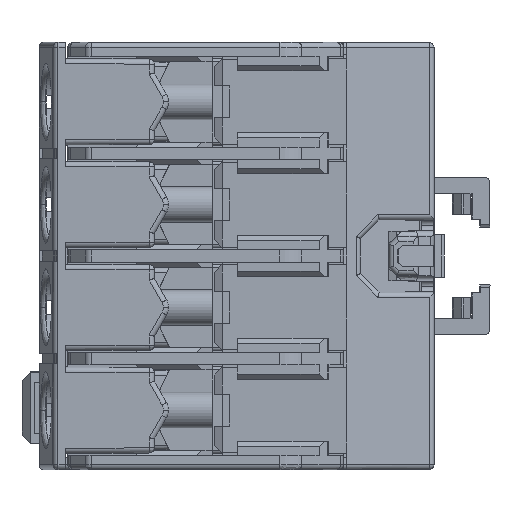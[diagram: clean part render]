
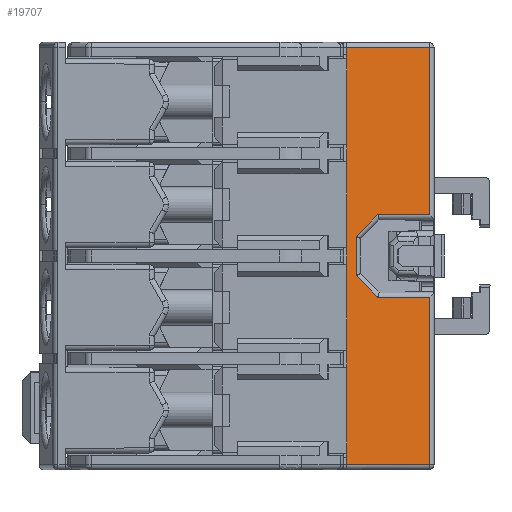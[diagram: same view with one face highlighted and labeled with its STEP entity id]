
A CAD part, left-side view. The second image highlights one B-rep face of the part: STEP entity #19707.
In plain terms, the highlighted planar face has unit normal (-0.981, -0.192, 0).
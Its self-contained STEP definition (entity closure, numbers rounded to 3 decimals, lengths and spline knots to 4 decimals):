
#2015 = DIRECTION ( 'NONE',  ( 0.192, -0.981, 0.001 ) ) ;
#2216 = DIRECTION ( 'NONE',  ( -0.137, 0.701, -0.7 ) ) ;
#2397 = EDGE_CURVE ( 'NONE', #99468, #70369, #19418, .T. ) ;
#3190 = CARTESIAN_POINT ( 'NONE',  ( -0.7047, -0.0866, -0.8071 ) ) ;
#4096 = VECTOR ( 'NONE', #20221, 39.3701 ) ;
#4481 = CARTESIAN_POINT ( 'NONE',  ( -0.7047, -0.0866, -0.8071 ) ) ;
#5428 = DIRECTION ( 'NONE',  ( 0., 0., 1. ) ) ;
#5814 = EDGE_CURVE ( 'NONE', #19604, #64684, #41167, .T. ) ;
#6400 = VERTEX_POINT ( 'NONE', #121057 ) ;
#6562 = EDGE_CURVE ( 'NONE', #14886, #113378, #87759, .T. ) ;
#6699 = ORIENTED_EDGE ( 'NONE', *, *, #113399, .F. ) ;
#7057 = EDGE_CURVE ( 'NONE', #113378, #19604, #19504, .T. ) ;
#8341 = CARTESIAN_POINT ( 'NONE',  ( -0.6415, -0.4093, -0.8071 ) ) ;
#9884 = EDGE_LOOP ( 'NONE', ( #119269, #99104, #111739, #24122, #50130, #108157, #42010, #65433, #63061, #105042, #66186, #6699, #72337, #74903, #47594, #68509, #53263, #56714 ) ) ;
#10297 = FACE_OUTER_BOUND ( 'NONE', #9884, .T. ) ;
#10367 = LINE ( 'NONE', #30689, #4096 ) ;
#12255 = CARTESIAN_POINT ( 'NONE',  ( -0.7047, -0.0866, 0.4302 ) ) ;
#14886 = VERTEX_POINT ( 'NONE', #54757 ) ;
#16188 = EDGE_CURVE ( 'NONE', #73282, #113316, #68271, .T. ) ;
#16538 = CARTESIAN_POINT ( 'NONE',  ( -0.7047, -0.0866, -0.4302 ) ) ;
#18006 = EDGE_CURVE ( 'NONE', #28373, #97056, #21673, .T. ) ;
#18922 = DIRECTION ( 'NONE',  ( 0.137, -0.701, -0.7 ) ) ;
#19418 = LINE ( 'NONE', #8341, #83370 ) ;
#19504 = LINE ( 'NONE', #37987, #117127 ) ;
#19604 = VERTEX_POINT ( 'NONE', #16538 ) ;
#19707 = ADVANCED_FACE ( 'NONE', ( #10297 ), #104574, .F. ) ;
#20221 = DIRECTION ( 'NONE',  ( 0., 0., -1. ) ) ;
#20693 = VECTOR ( 'NONE', #51196, 39.3701 ) ;
#21673 = LINE ( 'NONE', #117165, #20693 ) ;
#21943 = LINE ( 'NONE', #95911, #32331 ) ;
#22742 = EDGE_CURVE ( 'NONE', #67608, #102346, #119989, .T. ) ;
#22980 = CARTESIAN_POINT ( 'NONE',  ( -0.7047, -0.0866, -0.7628 ) ) ;
#24122 = ORIENTED_EDGE ( 'NONE', *, *, #114547, .F. ) ;
#25819 = DIRECTION ( 'NONE',  ( -0.192, 0.981, -0.003 ) ) ;
#25882 = CARTESIAN_POINT ( 'NONE',  ( -0.6415, -0.4093, -0.159 ) ) ;
#26011 = CARTESIAN_POINT ( 'NONE',  ( -0.6974, -0.1241, 0.0758 ) ) ;
#26162 = VERTEX_POINT ( 'NONE', #46928 ) ;
#26226 = VECTOR ( 'NONE', #25819, 39.3701 ) ;
#28285 = VECTOR ( 'NONE', #61773, 39.3701 ) ;
#28373 = VERTEX_POINT ( 'NONE', #26011 ) ;
#28765 = VECTOR ( 'NONE', #70897, 39.3701 ) ;
#29074 = VECTOR ( 'NONE', #48416, 39.3701 ) ;
#30689 = CARTESIAN_POINT ( 'NONE',  ( -0.6415, -0.4093, -0.8071 ) ) ;
#30892 = DIRECTION ( 'NONE',  ( 0., 0., 1. ) ) ;
#31786 = VERTEX_POINT ( 'NONE', #95995 ) ;
#32331 = VECTOR ( 'NONE', #2216, 39.3701 ) ;
#32828 = EDGE_CURVE ( 'NONE', #70369, #14886, #80691, .T. ) ;
#33242 = CARTESIAN_POINT ( 'NONE',  ( -0.7047, -0.0866, -0.8071 ) ) ;
#35595 = EDGE_CURVE ( 'NONE', #121184, #73282, #85787, .T. ) ;
#37987 = CARTESIAN_POINT ( 'NONE',  ( -0.7047, -0.0866, -0.8071 ) ) ;
#38852 = EDGE_CURVE ( 'NONE', #45024, #121184, #89447, .T. ) ;
#40896 = DIRECTION ( 'NONE',  ( 0., 0., 1. ) ) ;
#41167 = LINE ( 'NONE', #119961, #91363 ) ;
#41731 = CARTESIAN_POINT ( 'NONE',  ( -0.681, -0.2075, -0.1592 ) ) ;
#42010 = ORIENTED_EDGE ( 'NONE', *, *, #5814, .F. ) ;
#42057 = CARTESIAN_POINT ( 'NONE',  ( -0.6813, -0.2062, -0.1592 ) ) ;
#44657 = VECTOR ( 'NONE', #2015, 39.3701 ) ;
#45024 = VERTEX_POINT ( 'NONE', #12255 ) ;
#45477 = CARTESIAN_POINT ( 'NONE',  ( -0.7047, -0.0866, 0.7628 ) ) ;
#46928 = CARTESIAN_POINT ( 'NONE',  ( -0.7047, -0.0866, 0.3651 ) ) ;
#47242 = DIRECTION ( 'NONE',  ( 0., 0., 1. ) ) ;
#47594 = ORIENTED_EDGE ( 'NONE', *, *, #101089, .F. ) ;
#47691 = CARTESIAN_POINT ( 'NONE',  ( -0.7047, -0.0866, -0.8071 ) ) ;
#47722 = VECTOR ( 'NONE', #18922, 39.3701 ) ;
#47895 = VERTEX_POINT ( 'NONE', #41731 ) ;
#48416 = DIRECTION ( 'NONE',  ( 0., 0., 1. ) ) ;
#50069 = LINE ( 'NONE', #42057, #44657 ) ;
#50130 = ORIENTED_EDGE ( 'NONE', *, *, #22742, .F. ) ;
#50239 = CARTESIAN_POINT ( 'NONE',  ( -0.7047, -0.0866, -0.8071 ) ) ;
#51196 = DIRECTION ( 'NONE',  ( 0., 0., -1. ) ) ;
#53263 = ORIENTED_EDGE ( 'NONE', *, *, #94668, .F. ) ;
#53843 = VECTOR ( 'NONE', #105878, 39.3701 ) ;
#54099 = CARTESIAN_POINT ( 'NONE',  ( -0.6415, -0.4093, -0.806 ) ) ;
#54757 = CARTESIAN_POINT ( 'NONE',  ( -0.7047, -0.0866, -0.8071 ) ) ;
#56714 = ORIENTED_EDGE ( 'NONE', *, *, #16188, .F. ) ;
#57218 = CARTESIAN_POINT ( 'NONE',  ( -0.7047, -0.0866, -0.8071 ) ) ;
#61773 = DIRECTION ( 'NONE',  ( 0., 0., 1. ) ) ;
#61845 = VECTOR ( 'NONE', #30892, 39.3701 ) ;
#63061 = ORIENTED_EDGE ( 'NONE', *, *, #6562, .F. ) ;
#63156 = EDGE_CURVE ( 'NONE', #97056, #47895, #86074, .T. ) ;
#64684 = VERTEX_POINT ( 'NONE', #119778 ) ;
#65019 = EDGE_CURVE ( 'NONE', #26162, #45024, #110410, .T. ) ;
#65433 = ORIENTED_EDGE ( 'NONE', *, *, #7057, .F. ) ;
#65894 = VECTOR ( 'NONE', #40896, 39.3701 ) ;
#66186 = ORIENTED_EDGE ( 'NONE', *, *, #2397, .F. ) ;
#66870 = LINE ( 'NONE', #50239, #29074 ) ;
#67608 = VERTEX_POINT ( 'NONE', #69690 ) ;
#68271 = LINE ( 'NONE', #68861, #53843 ) ;
#68509 = ORIENTED_EDGE ( 'NONE', *, *, #85375, .F. ) ;
#68861 = CARTESIAN_POINT ( 'NONE',  ( -0.7047, -0.0866, 0.8071 ) ) ;
#69690 = CARTESIAN_POINT ( 'NONE',  ( -0.7047, -0.0866, -0.0325 ) ) ;
#70369 = VERTEX_POINT ( 'NONE', #54099 ) ;
#70897 = DIRECTION ( 'NONE',  ( 0., 0., 1. ) ) ;
#71958 = CARTESIAN_POINT ( 'NONE',  ( -0.7047, -0.0866, -0.8071 ) ) ;
#72337 = ORIENTED_EDGE ( 'NONE', *, *, #63156, .F. ) ;
#73282 = VERTEX_POINT ( 'NONE', #108795 ) ;
#74483 = CARTESIAN_POINT ( 'NONE',  ( -0.6974, -0.1241, -0.0758 ) ) ;
#74903 = ORIENTED_EDGE ( 'NONE', *, *, #18006, .F. ) ;
#76690 = LINE ( 'NONE', #114896, #118508 ) ;
#80691 = LINE ( 'NONE', #33242, #26226 ) ;
#81277 = AXIS2_PLACEMENT_3D ( 'NONE', #95371, #86112, #113821 ) ;
#83370 = VECTOR ( 'NONE', #93401, 39.3701 ) ;
#85375 = EDGE_CURVE ( 'NONE', #6400, #31786, #76690, .T. ) ;
#85787 = LINE ( 'NONE', #86981, #61845 ) ;
#86074 = LINE ( 'NONE', #104537, #47722 ) ;
#86112 = DIRECTION ( 'NONE',  ( 0.981, 0.192, 0. ) ) ;
#86981 = CARTESIAN_POINT ( 'NONE',  ( -0.7047, -0.0866, -0.8071 ) ) ;
#87759 = LINE ( 'NONE', #47691, #65894 ) ;
#89447 = LINE ( 'NONE', #3190, #28765 ) ;
#91363 = VECTOR ( 'NONE', #5428, 39.3701 ) ;
#93362 = CARTESIAN_POINT ( 'NONE',  ( -0.7047, -0.0866, 0.0325 ) ) ;
#93401 = DIRECTION ( 'NONE',  ( 0., 0., -1. ) ) ;
#94668 = EDGE_CURVE ( 'NONE', #113316, #6400, #10367, .T. ) ;
#94836 = DIRECTION ( 'NONE',  ( 0., 0., 1. ) ) ;
#95371 = CARTESIAN_POINT ( 'NONE',  ( -0.6415, -0.4093, -0.8071 ) ) ;
#95748 = EDGE_CURVE ( 'NONE', #64684, #67608, #104061, .T. ) ;
#95911 = CARTESIAN_POINT ( 'NONE',  ( -0.6869, -0.1776, 0.1293 ) ) ;
#95995 = CARTESIAN_POINT ( 'NONE',  ( -0.681, -0.2075, 0.1592 ) ) ;
#97056 = VERTEX_POINT ( 'NONE', #74483 ) ;
#99104 = ORIENTED_EDGE ( 'NONE', *, *, #38852, .F. ) ;
#99468 = VERTEX_POINT ( 'NONE', #25882 ) ;
#100411 = VECTOR ( 'NONE', #94836, 39.3701 ) ;
#101089 = EDGE_CURVE ( 'NONE', #31786, #28373, #21943, .T. ) ;
#102346 = VERTEX_POINT ( 'NONE', #93362 ) ;
#104061 = LINE ( 'NONE', #57218, #100411 ) ;
#104537 = CARTESIAN_POINT ( 'NONE',  ( -0.6869, -0.1776, -0.1293 ) ) ;
#104574 = PLANE ( 'NONE',  #81277 ) ;
#104682 = VECTOR ( 'NONE', #119396, 39.3701 ) ;
#105042 = ORIENTED_EDGE ( 'NONE', *, *, #32828, .F. ) ;
#105878 = DIRECTION ( 'NONE',  ( 0.192, -0.981, -0.003 ) ) ;
#108157 = ORIENTED_EDGE ( 'NONE', *, *, #95748, .F. ) ;
#108795 = CARTESIAN_POINT ( 'NONE',  ( -0.7047, -0.0866, 0.8071 ) ) ;
#110410 = LINE ( 'NONE', #4481, #28285 ) ;
#111739 = ORIENTED_EDGE ( 'NONE', *, *, #65019, .F. ) ;
#113316 = VERTEX_POINT ( 'NONE', #117445 ) ;
#113378 = VERTEX_POINT ( 'NONE', #22980 ) ;
#113399 = EDGE_CURVE ( 'NONE', #47895, #99468, #50069, .T. ) ;
#113821 = DIRECTION ( 'NONE',  ( -0.192, 0.981, 0. ) ) ;
#114272 = DIRECTION ( 'NONE',  ( -0.192, 0.981, 0.001 ) ) ;
#114547 = EDGE_CURVE ( 'NONE', #102346, #26162, #66870, .T. ) ;
#114896 = CARTESIAN_POINT ( 'NONE',  ( -0.681, -0.2075, 0.1592 ) ) ;
#117127 = VECTOR ( 'NONE', #47242, 39.3701 ) ;
#117165 = CARTESIAN_POINT ( 'NONE',  ( -0.6974, -0.1241, 0.0767 ) ) ;
#117445 = CARTESIAN_POINT ( 'NONE',  ( -0.6415, -0.4093, 0.806 ) ) ;
#118508 = VECTOR ( 'NONE', #114272, 39.3701 ) ;
#119269 = ORIENTED_EDGE ( 'NONE', *, *, #35595, .F. ) ;
#119396 = DIRECTION ( 'NONE',  ( 0., 0., 1. ) ) ;
#119778 = CARTESIAN_POINT ( 'NONE',  ( -0.7047, -0.0866, -0.3651 ) ) ;
#119961 = CARTESIAN_POINT ( 'NONE',  ( -0.7047, -0.0866, -0.8071 ) ) ;
#119989 = LINE ( 'NONE', #71958, #104682 ) ;
#121057 = CARTESIAN_POINT ( 'NONE',  ( -0.6415, -0.4093, 0.159 ) ) ;
#121184 = VERTEX_POINT ( 'NONE', #45477 ) ;
